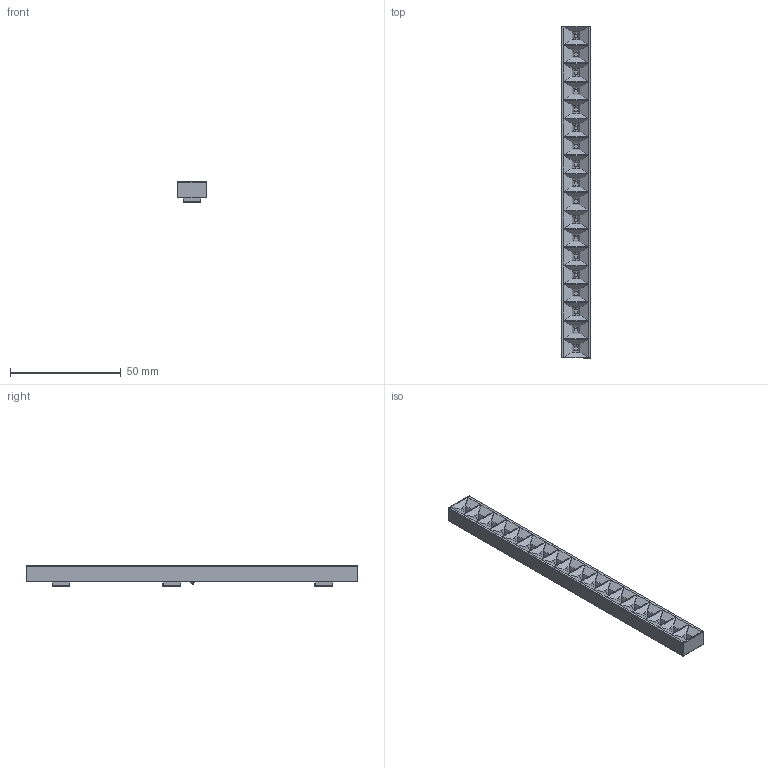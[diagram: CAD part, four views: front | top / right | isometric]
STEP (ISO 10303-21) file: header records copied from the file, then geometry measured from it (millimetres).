
FILE_DESCRIPTION(/* description */ ('This is a sample STEP configuration'),/* implementation_level */ '2;1');
FILE_NAME(/* name */ '708-003012xxxxxx SIMPLE.ipt_Rev_00.1.stp',/* time_stamp */ '2023-04-04T11:42:45+02:00',/* author */ ('powerJobs'),/* organization */ ('coolOrange'),/* preprocessor_version */ 'ST-DEVELOPER v19.2',/* originating_system */ 'Autodesk Inventor 2023',/* authorisation */ '');
FILE_SCHEMA (('AUTOMOTIVE_DESIGN { 1 0 10303 214 3 1 1 }'));
Products named in the file (1): ENG000026399
Bounding box: 13.31 x 149.88 x 9.12 mm (x, y, z)
Volume: 7774 mm3; surface area: 13568.8 mm2
Topology: 2 solids, 2 shells, 2090 faces, 5266 edges, 3186 vertices
Faces by surface type: plane 871, bspline 534, cylinder 480, sphere 189, cone 14, torus 2
Full cylindrical faces by diameter (mm): 0.9 x1, 1.48 x1, 1.7 x2, 2 x1, 2.2 x2
Entity records: 75991 total; most frequent: CARTESIAN_POINT 29390, ORIENTED_EDGE 10490, DIRECTION 8211, EDGE_CURVE 5245, VERTEX_POINT 3186, LINE 2901, VECTOR 2901, AXIS2_PLACEMENT_3D 2655
